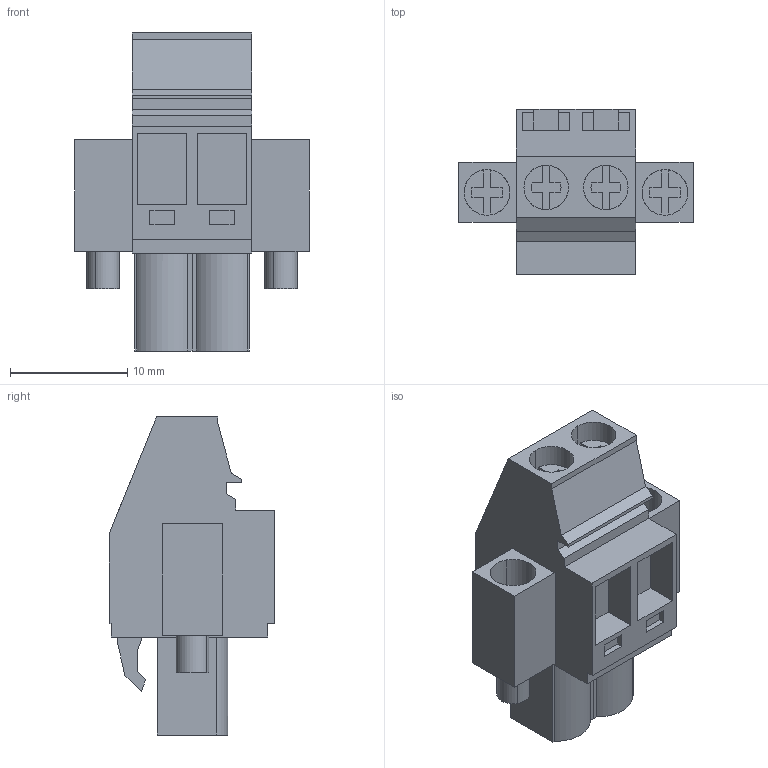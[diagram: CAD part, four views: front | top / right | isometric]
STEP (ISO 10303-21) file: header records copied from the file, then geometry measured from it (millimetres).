
FILE_DESCRIPTION(('CATIA V5 STEP','CAx-IF Rec.Pracs.--- Model Styling and Organization---1.2---2011-12-15'),'2;1');
FILE_NAME ('D1460182_0_1950550000_1950550000.stp','2017-09-09T08:02:14+00:00',('none'),('Weidmueller'),'CATIA Version 5-6 Release 2014','CATIA V5 STEP AP214','none');
FILE_SCHEMA(('AUTOMOTIVE_DESIGN { 1 0 10303 214 1 1 1 1 }'));
Length unit declared in the file: millimetre
Products named in the file (1): 1950550000
Bounding box: 19.96 x 14.1 x 27.1 mm (x, y, z)
Volume: 2741.8 mm3; surface area: 2528.2 mm2
Topology: 5 solids, 5 shells, 222 faces, 588 edges, 391 vertices
Faces by surface type: plane 184, cylinder 36, extrusion 2
Entity records: 6526 total; most frequent: CARTESIAN_POINT 1176, ORIENTED_EDGE 1176, DIRECTION 926, EDGE_CURVE 588, VECTOR 498, LINE 496, VERTEX_POINT 391, AXIS2_PLACEMENT_3D 259
